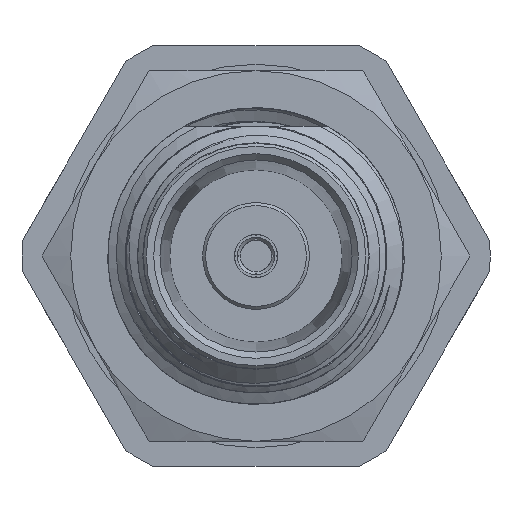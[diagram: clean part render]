
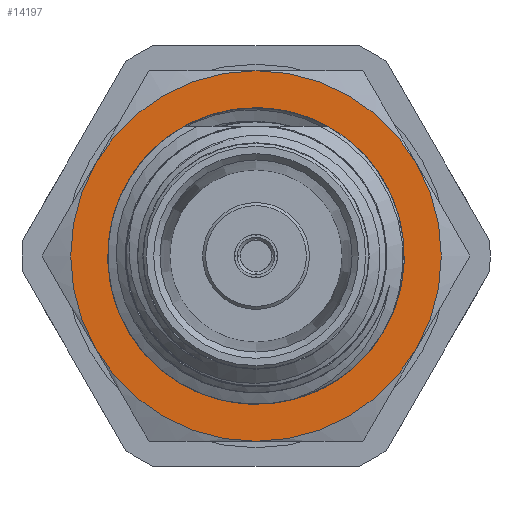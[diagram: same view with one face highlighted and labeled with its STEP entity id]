
A CAD part, left-side view. The second image highlights one B-rep face of the part: STEP entity #14197.
In plain terms, the highlighted planar face has unit normal (-1, 0, 0).
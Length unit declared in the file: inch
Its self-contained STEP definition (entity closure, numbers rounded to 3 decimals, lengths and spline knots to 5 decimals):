
#122 = CIRCLE ( 'NONE', #21272, 0.3125 ) ;
#252 = ORIENTED_EDGE ( 'NONE', *, *, #12233, .T. ) ;
#279 = CARTESIAN_POINT ( 'NONE',  ( 0.52509, 0., 0. ) ) ;
#323 = AXIS2_PLACEMENT_3D ( 'NONE', #13312, #15059, #16911 ) ;
#1389 = EDGE_CURVE ( 'NONE', #9472, #10045, #14486, .T. ) ;
#1642 = CARTESIAN_POINT ( 'NONE',  ( 0.52509, 0., 0. ) ) ;
#2094 = ORIENTED_EDGE ( 'NONE', *, *, #15726, .T. ) ;
#2129 = DIRECTION ( 'NONE',  ( 0., 0.5, -0.866 ) ) ;
#2454 = VERTEX_POINT ( 'NONE', #2476 ) ;
#2476 = CARTESIAN_POINT ( 'NONE',  ( 0.52509, 0., -0.3125 ) ) ;
#2985 = AXIS2_PLACEMENT_3D ( 'NONE', #8011, #22097, #18411 ) ;
#3403 = ORIENTED_EDGE ( 'NONE', *, *, #9199, .F. ) ;
#4005 = EDGE_CURVE ( 'NONE', #6677, #9472, #21067, .T. ) ;
#4008 = CIRCLE ( 'NONE', #9946, 0.3125 ) ;
#4236 = ORIENTED_EDGE ( 'NONE', *, *, #4005, .T. ) ;
#4357 = VERTEX_POINT ( 'NONE', #11736 ) ;
#4473 = VERTEX_POINT ( 'NONE', #8620 ) ;
#4581 = AXIS2_PLACEMENT_3D ( 'NONE', #16302, #12713, #21364 ) ;
#5112 = CARTESIAN_POINT ( 'NONE',  ( 0.52509, -0.27063, -0.15625 ) ) ;
#5711 = AXIS2_PLACEMENT_3D ( 'NONE', #279, #9030, #19431 ) ;
#5790 = EDGE_CURVE ( 'NONE', #10045, #4473, #122, .T. ) ;
#6306 = CIRCLE ( 'NONE', #2985, 0.25 ) ;
#6436 = FACE_OUTER_BOUND ( 'NONE', #20418, .T. ) ;
#6677 = VERTEX_POINT ( 'NONE', #19639 ) ;
#7048 = DIRECTION ( 'NONE',  ( -1., 0., 0. ) ) ;
#8011 = CARTESIAN_POINT ( 'NONE',  ( 0.52509, 0., 0. ) ) ;
#8447 = CARTESIAN_POINT ( 'NONE',  ( 0.52509, 0.27063, 0.15625 ) ) ;
#8620 = CARTESIAN_POINT ( 'NONE',  ( 0.52509, 0.27063, -0.15625 ) ) ;
#8666 = CARTESIAN_POINT ( 'NONE',  ( 0.52509, 0., 0. ) ) ;
#8788 = EDGE_LOOP ( 'NONE', ( #3403, #19444 ) ) ;
#9030 = DIRECTION ( 'NONE',  ( -1., 0., 0. ) ) ;
#9199 = EDGE_CURVE ( 'NONE', #4357, #12717, #18354, .T. ) ;
#9472 = VERTEX_POINT ( 'NONE', #22353 ) ;
#9946 = AXIS2_PLACEMENT_3D ( 'NONE', #21194, #12621, #15911 ) ;
#10045 = VERTEX_POINT ( 'NONE', #8447 ) ;
#10427 = DIRECTION ( 'NONE',  ( -1., 0., 0. ) ) ;
#10582 = DIRECTION ( 'NONE',  ( 0., 0.5, -0.866 ) ) ;
#10642 = ORIENTED_EDGE ( 'NONE', *, *, #5790, .T. ) ;
#11736 = CARTESIAN_POINT ( 'NONE',  ( 0.52509, 0.21894, 0.12069 ) ) ;
#12233 = EDGE_CURVE ( 'NONE', #16823, #6677, #19726, .T. ) ;
#12262 = EDGE_CURVE ( 'NONE', #12717, #4357, #6306, .T. ) ;
#12621 = DIRECTION ( 'NONE',  ( -1., 0., 0. ) ) ;
#12713 = DIRECTION ( 'NONE',  ( -1., 0., 0. ) ) ;
#12717 = VERTEX_POINT ( 'NONE', #21499 ) ;
#12778 = CIRCLE ( 'NONE', #5711, 0.3125 ) ;
#13312 = CARTESIAN_POINT ( 'NONE',  ( 0.52509, 0., 0. ) ) ;
#13865 = DIRECTION ( 'NONE',  ( 0., 0.5, -0.866 ) ) ;
#14197 = ADVANCED_FACE ( 'NONE', ( #17394, #6436 ), #18117, .T. ) ;
#14220 = AXIS2_PLACEMENT_3D ( 'NONE', #1642, #22607, #2129 ) ;
#14486 = CIRCLE ( 'NONE', #14783, 0.3125 ) ;
#14783 = AXIS2_PLACEMENT_3D ( 'NONE', #17535, #7048, #10582 ) ;
#15059 = DIRECTION ( 'NONE',  ( -1., 0., 0. ) ) ;
#15699 = ORIENTED_EDGE ( 'NONE', *, *, #1389, .T. ) ;
#15726 = EDGE_CURVE ( 'NONE', #4473, #2454, #12778, .T. ) ;
#15911 = DIRECTION ( 'NONE',  ( 0., 0.5, -0.866 ) ) ;
#15912 = EDGE_CURVE ( 'NONE', #2454, #16823, #4008, .T. ) ;
#16302 = CARTESIAN_POINT ( 'NONE',  ( 0.52509, 0., 0. ) ) ;
#16823 = VERTEX_POINT ( 'NONE', #5112 ) ;
#16911 = DIRECTION ( 'NONE',  ( 0., 0.5, -0.866 ) ) ;
#17232 = CARTESIAN_POINT ( 'NONE',  ( 0.52509, 0., 0. ) ) ;
#17289 = ORIENTED_EDGE ( 'NONE', *, *, #15912, .T. ) ;
#17394 = FACE_BOUND ( 'NONE', #8788, .T. ) ;
#17535 = CARTESIAN_POINT ( 'NONE',  ( 0.52509, 0., 0. ) ) ;
#18117 = PLANE ( 'NONE',  #4581 ) ;
#18354 = CIRCLE ( 'NONE', #21717, 0.25 ) ;
#18411 = DIRECTION ( 'NONE',  ( 0., 0.5, -0.866 ) ) ;
#19431 = DIRECTION ( 'NONE',  ( 0., 0.5, -0.866 ) ) ;
#19444 = ORIENTED_EDGE ( 'NONE', *, *, #12262, .F. ) ;
#19639 = CARTESIAN_POINT ( 'NONE',  ( 0.52509, -0.27063, 0.15625 ) ) ;
#19726 = CIRCLE ( 'NONE', #323, 0.3125 ) ;
#20418 = EDGE_LOOP ( 'NONE', ( #2094, #17289, #252, #4236, #15699, #10642 ) ) ;
#21067 = CIRCLE ( 'NONE', #14220, 0.3125 ) ;
#21194 = CARTESIAN_POINT ( 'NONE',  ( 0.52509, 0., 0. ) ) ;
#21272 = AXIS2_PLACEMENT_3D ( 'NONE', #8666, #10427, #22656 ) ;
#21364 = DIRECTION ( 'NONE',  ( 0., 0.5, -0.866 ) ) ;
#21499 = CARTESIAN_POINT ( 'NONE',  ( 0.52509, 0.06947, 0.24015 ) ) ;
#21717 = AXIS2_PLACEMENT_3D ( 'NONE', #17232, #22507, #13865 ) ;
#22097 = DIRECTION ( 'NONE',  ( -1., 0., 0. ) ) ;
#22353 = CARTESIAN_POINT ( 'NONE',  ( 0.52509, 0., 0.3125 ) ) ;
#22507 = DIRECTION ( 'NONE',  ( -1., 0., 0. ) ) ;
#22607 = DIRECTION ( 'NONE',  ( -1., 0., 0. ) ) ;
#22656 = DIRECTION ( 'NONE',  ( 0., 0.5, -0.866 ) ) ;
